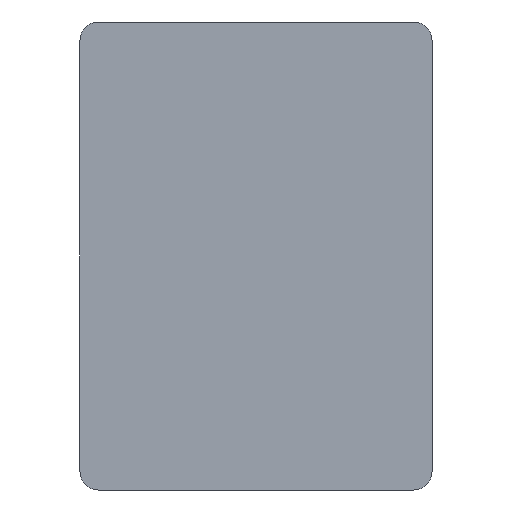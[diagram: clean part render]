
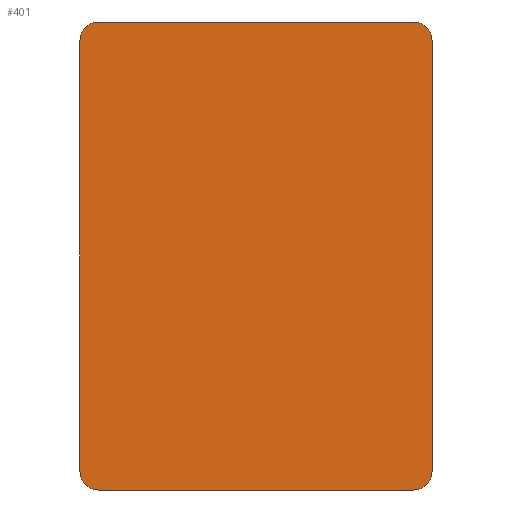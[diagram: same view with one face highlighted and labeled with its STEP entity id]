
A CAD part, front view. The second image highlights one B-rep face of the part: STEP entity #401.
In plain terms, the highlighted planar face has unit normal (0, -1, 0).
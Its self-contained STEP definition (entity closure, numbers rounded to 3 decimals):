
#45=PLANE('',#453);
#66=FACE_OUTER_BOUND('',#91,.T.);
#91=EDGE_LOOP('',(#368,#369,#370,#371,#372,#373,#374,#375));
#96=LINE('',#576,#137);
#106=LINE('',#604,#147);
#109=LINE('',#612,#150);
#111=LINE('',#618,#152);
#137=VECTOR('',#468,10.);
#147=VECTOR('',#492,10.);
#150=VECTOR('',#501,10.);
#152=VECTOR('',#509,10.);
#175=CIRCLE('',#424,1.);
#179=CIRCLE('',#431,1.);
#180=CIRCLE('',#434,1.);
#181=CIRCLE('',#437,1.);
#187=VERTEX_POINT('',#566);
#188=VERTEX_POINT('',#568);
#190=VERTEX_POINT('',#574);
#200=VERTEX_POINT('',#598);
#201=VERTEX_POINT('',#602);
#202=VERTEX_POINT('',#606);
#203=VERTEX_POINT('',#610);
#204=VERTEX_POINT('',#614);
#222=EDGE_CURVE('',#187,#188,#175,.T.);
#226=EDGE_CURVE('',#190,#187,#96,.T.);
#238=EDGE_CURVE('',#200,#190,#179,.T.);
#240=EDGE_CURVE('',#201,#200,#106,.T.);
#242=EDGE_CURVE('',#202,#201,#180,.T.);
#244=EDGE_CURVE('',#203,#202,#109,.T.);
#246=EDGE_CURVE('',#204,#203,#181,.T.);
#247=EDGE_CURVE('',#188,#204,#111,.T.);
#368=ORIENTED_EDGE('',*,*,#222,.F.);
#369=ORIENTED_EDGE('',*,*,#226,.F.);
#370=ORIENTED_EDGE('',*,*,#238,.F.);
#371=ORIENTED_EDGE('',*,*,#240,.F.);
#372=ORIENTED_EDGE('',*,*,#242,.F.);
#373=ORIENTED_EDGE('',*,*,#244,.F.);
#374=ORIENTED_EDGE('',*,*,#246,.F.);
#375=ORIENTED_EDGE('',*,*,#247,.F.);
#401=ADVANCED_FACE('',(#66),#45,.F.);
#424=AXIS2_PLACEMENT_3D('',#569,#461,#462);
#431=AXIS2_PLACEMENT_3D('',#600,#487,#488);
#434=AXIS2_PLACEMENT_3D('',#608,#496,#497);
#437=AXIS2_PLACEMENT_3D('',#616,#505,#506);
#453=AXIS2_PLACEMENT_3D('',#669,#559,#560);
#461=DIRECTION('center_axis',(0.,1.,0.));
#462=DIRECTION('ref_axis',(0.707,0.,0.707));
#468=DIRECTION('',(1.,0.,0.));
#487=DIRECTION('center_axis',(0.,1.,0.));
#488=DIRECTION('ref_axis',(-0.707,0.,0.707));
#492=DIRECTION('',(0.,0.,1.));
#496=DIRECTION('center_axis',(0.,1.,0.));
#497=DIRECTION('ref_axis',(-0.707,0.,-0.707));
#501=DIRECTION('',(-1.,0.,0.));
#505=DIRECTION('center_axis',(0.,1.,0.));
#506=DIRECTION('ref_axis',(0.707,0.,-0.707));
#509=DIRECTION('',(0.,0.,-1.));
#559=DIRECTION('center_axis',(0.,1.,0.));
#560=DIRECTION('ref_axis',(0.,0.,1.));
#566=CARTESIAN_POINT('',(8.5,0.,12.625));
#568=CARTESIAN_POINT('',(9.5,0.,11.625));
#569=CARTESIAN_POINT('Origin',(8.5,0.,11.625));
#574=CARTESIAN_POINT('',(-8.5,0.,12.625));
#576=CARTESIAN_POINT('',(-9.5,0.,12.625));
#598=CARTESIAN_POINT('',(-9.5,0.,11.625));
#600=CARTESIAN_POINT('Origin',(-8.5,0.,11.625));
#602=CARTESIAN_POINT('',(-9.5,0.,-11.625));
#604=CARTESIAN_POINT('',(-9.5,0.,-12.625));
#606=CARTESIAN_POINT('',(-8.5,0.,-12.625));
#608=CARTESIAN_POINT('Origin',(-8.5,0.,-11.625));
#610=CARTESIAN_POINT('',(8.5,0.,-12.625));
#612=CARTESIAN_POINT('',(9.5,0.,-12.625));
#614=CARTESIAN_POINT('',(9.5,0.,-11.625));
#616=CARTESIAN_POINT('Origin',(8.5,0.,-11.625));
#618=CARTESIAN_POINT('',(9.5,0.,12.625));
#669=CARTESIAN_POINT('Origin',(0.,0.,0.));
